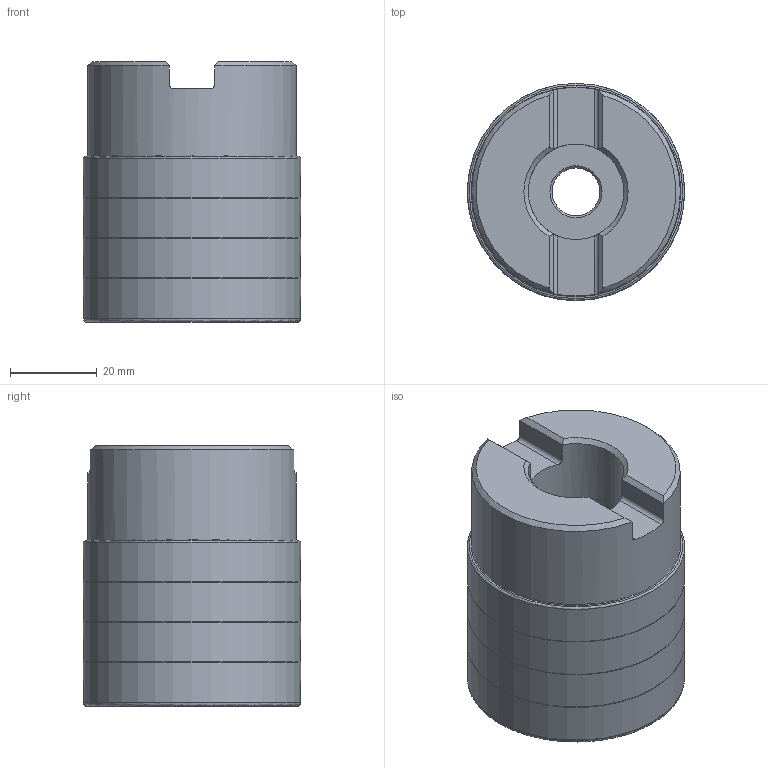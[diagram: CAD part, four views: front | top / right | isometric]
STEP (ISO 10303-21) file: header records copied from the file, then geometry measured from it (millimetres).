
FILE_DESCRIPTION(/* description */ (''),/* implementation_level */ '2;1');
FILE_NAME(/* name */ '202747299ndi000_00.stp',/* time_stamp */ '2019-12-10T08:34:09+01:00',/* author */ (''),/* organization */ (''),/* preprocessor_version */ 'ST-DEVELOPER v16.7',/* originating_system */ 'SIEMENS PLM Software NX 12.0',/* authorisation */ '');
FILE_SCHEMA (('AUTOMOTIVE_DESIGN { 1 0 10303 214 3 1 1 1 }'));
Length unit declared in the file: millimetre
Products named in the file (1): mp5448F4C89Dabs1
Bounding box: 49.96 x 49.96 x 60 mm (x, y, z)
Volume: 121231.2 mm3; surface area: 27803.6 mm2
Topology: 2 solids, 2 shells, 74 faces, 165 edges, 95 vertices
Faces by surface type: revolution 30, plane 16, cone 13, cylinder 9, torus 6
Full cylindrical faces by diameter (mm): 11 x1, 18 x1, 22 x1, 23 x1, 48 x1
Entity records: 2201 total; most frequent: CARTESIAN_POINT 785, DIRECTION 270, ORIENTED_EDGE 210, EDGE_LOOP 128, FACE_BOUND 108, AXIS2_PLACEMENT_3D 108, EDGE_CURVE 105, VERTEX_POINT 85
